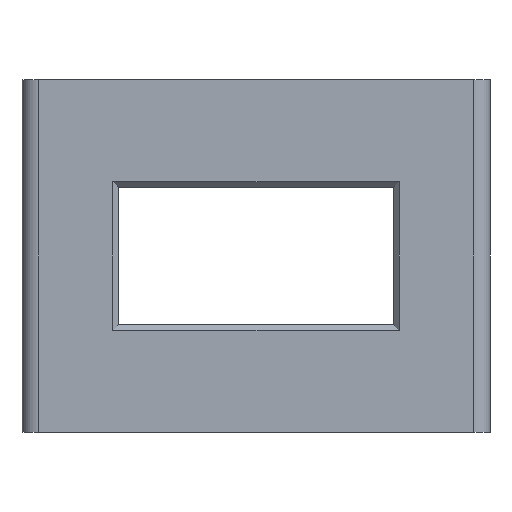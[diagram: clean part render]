
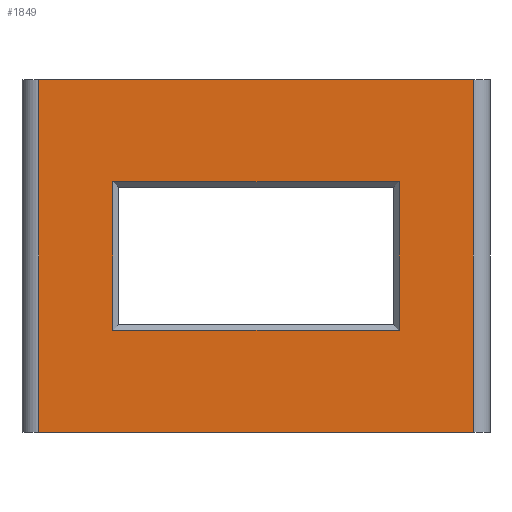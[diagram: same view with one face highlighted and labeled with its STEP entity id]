
A CAD part, front view. The second image highlights one B-rep face of the part: STEP entity #1849.
In plain terms, the highlighted planar face has unit normal (0, -1, 0).
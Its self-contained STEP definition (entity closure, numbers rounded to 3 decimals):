
#25=FACE_BOUND('',#302,.T.);
#90=PLANE('',#1979);
#190=FACE_OUTER_BOUND('',#301,.T.);
#301=EDGE_LOOP('',(#1530,#1531,#1532,#1533));
#302=EDGE_LOOP('',(#1534,#1535,#1536,#1537));
#490=LINE('',#2789,#728);
#492=LINE('',#2795,#730);
#494=LINE('',#2801,#732);
#495=LINE('',#2802,#733);
#496=LINE('',#2805,#734);
#497=LINE('',#2807,#735);
#498=LINE('',#2809,#736);
#499=LINE('',#2810,#737);
#728=VECTOR('',#2288,10.);
#730=VECTOR('',#2294,10.);
#732=VECTOR('',#2300,10.);
#733=VECTOR('',#2301,10.);
#734=VECTOR('',#2302,10.);
#735=VECTOR('',#2303,10.);
#736=VECTOR('',#2304,10.);
#737=VECTOR('',#2305,10.);
#949=VERTEX_POINT('',#2786);
#950=VERTEX_POINT('',#2788);
#952=VERTEX_POINT('',#2794);
#954=VERTEX_POINT('',#2800);
#955=VERTEX_POINT('',#2803);
#956=VERTEX_POINT('',#2804);
#957=VERTEX_POINT('',#2806);
#958=VERTEX_POINT('',#2808);
#1163=EDGE_CURVE('',#949,#950,#490,.T.);
#1166=EDGE_CURVE('',#950,#952,#492,.T.);
#1169=EDGE_CURVE('',#954,#949,#494,.T.);
#1170=EDGE_CURVE('',#952,#954,#495,.T.);
#1171=EDGE_CURVE('',#955,#956,#496,.T.);
#1172=EDGE_CURVE('',#957,#955,#497,.T.);
#1173=EDGE_CURVE('',#958,#957,#498,.T.);
#1174=EDGE_CURVE('',#956,#958,#499,.T.);
#1530=ORIENTED_EDGE('',*,*,#1163,.F.);
#1531=ORIENTED_EDGE('',*,*,#1169,.F.);
#1532=ORIENTED_EDGE('',*,*,#1170,.F.);
#1533=ORIENTED_EDGE('',*,*,#1166,.F.);
#1534=ORIENTED_EDGE('',*,*,#1171,.F.);
#1535=ORIENTED_EDGE('',*,*,#1172,.F.);
#1536=ORIENTED_EDGE('',*,*,#1173,.F.);
#1537=ORIENTED_EDGE('',*,*,#1174,.F.);
#1849=ADVANCED_FACE('',(#190,#25),#90,.T.);
#1979=AXIS2_PLACEMENT_3D('',#2799,#2298,#2299);
#2288=DIRECTION('',(0.,0.,-1.));
#2294=DIRECTION('',(-1.,0.,0.));
#2298=DIRECTION('center_axis',(0.,-1.,0.));
#2299=DIRECTION('ref_axis',(1.,0.,0.));
#2300=DIRECTION('',(1.,0.,0.));
#2301=DIRECTION('',(0.,0.,1.));
#2302=DIRECTION('',(0.,0.,-1.));
#2303=DIRECTION('',(-1.,0.,0.));
#2304=DIRECTION('',(0.,0.,1.));
#2305=DIRECTION('',(1.,0.,0.));
#2786=CARTESIAN_POINT('',(89.504,-3.845,64.));
#2788=CARTESIAN_POINT('',(89.504,-3.845,0.));
#2789=CARTESIAN_POINT('',(89.504,-3.845,0.));
#2794=CARTESIAN_POINT('',(10.504,-3.845,0.));
#2795=CARTESIAN_POINT('',(92.504,-3.845,0.));
#2799=CARTESIAN_POINT('Origin',(7.504,-3.845,0.));
#2800=CARTESIAN_POINT('',(10.504,-3.845,64.));
#2801=CARTESIAN_POINT('',(92.504,-3.845,64.));
#2802=CARTESIAN_POINT('',(10.504,-3.845,0.));
#2803=CARTESIAN_POINT('',(24.004,-3.845,45.5));
#2804=CARTESIAN_POINT('',(24.004,-3.845,18.5));
#2805=CARTESIAN_POINT('',(24.004,-3.845,22.25));
#2806=CARTESIAN_POINT('',(76.004,-3.845,45.5));
#2807=CARTESIAN_POINT('',(41.254,-3.845,45.5));
#2808=CARTESIAN_POINT('',(76.004,-3.845,18.5));
#2809=CARTESIAN_POINT('',(76.004,-3.845,9.75));
#2810=CARTESIAN_POINT('',(16.254,-3.845,18.5));
